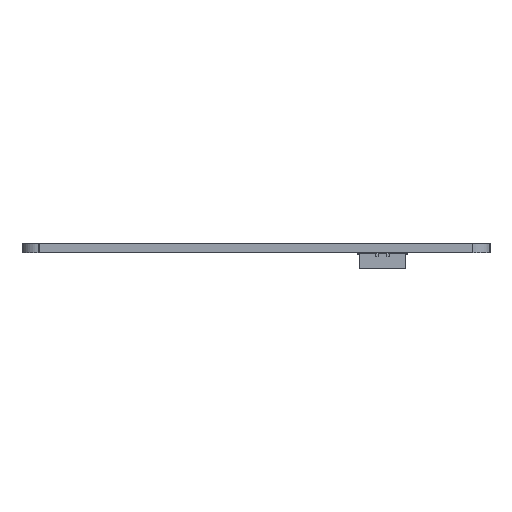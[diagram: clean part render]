
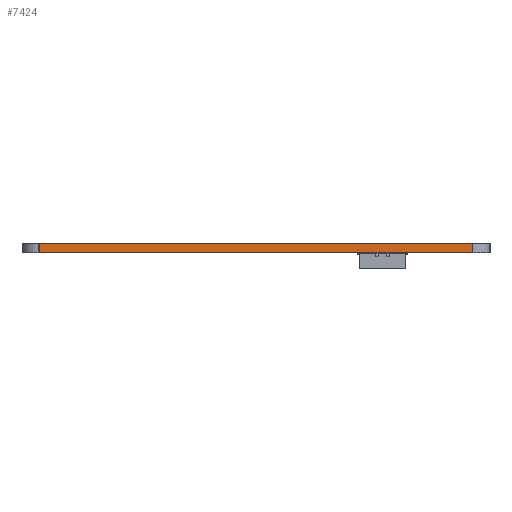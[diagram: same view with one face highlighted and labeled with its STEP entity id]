
A CAD part, left-side view. The second image highlights one B-rep face of the part: STEP entity #7424.
In plain terms, the highlighted planar face has unit normal (-1, 0, 0).
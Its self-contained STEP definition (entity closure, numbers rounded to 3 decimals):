
#5022 = VERTEX_POINT('',#5023);
#5023 = CARTESIAN_POINT('',(48.372,-51.336,0.));
#5029 = EDGE_CURVE('',#5030,#5022,#5032,.T.);
#5030 = VERTEX_POINT('',#5031);
#5031 = CARTESIAN_POINT('',(48.372,-126.836,0.));
#5032 = LINE('',#5033,#5034);
#5033 = CARTESIAN_POINT('',(48.372,-126.836,0.));
#5034 = VECTOR('',#5035,1.);
#5035 = DIRECTION('',(0.,1.,0.));
#6184 = VERTEX_POINT('',#6185);
#6185 = CARTESIAN_POINT('',(48.372,-51.336,1.6));
#6191 = EDGE_CURVE('',#6192,#6184,#6194,.T.);
#6192 = VERTEX_POINT('',#6193);
#6193 = CARTESIAN_POINT('',(48.372,-126.836,1.6));
#6194 = LINE('',#6195,#6196);
#6195 = CARTESIAN_POINT('',(48.372,-126.836,1.6));
#6196 = VECTOR('',#6197,1.);
#6197 = DIRECTION('',(0.,1.,0.));
#7394 = EDGE_CURVE('',#5022,#6184,#7395,.T.);
#7395 = LINE('',#7396,#7397);
#7396 = CARTESIAN_POINT('',(48.372,-51.336,0.));
#7397 = VECTOR('',#7398,1.);
#7398 = DIRECTION('',(0.,0.,1.));
#7424 = ADVANCED_FACE('',(#7425),#7436,.T.);
#7425 = FACE_BOUND('',#7426,.T.);
#7426 = EDGE_LOOP('',(#7427,#7433,#7434,#7435));
#7427 = ORIENTED_EDGE('',*,*,#7428,.T.);
#7428 = EDGE_CURVE('',#5030,#6192,#7429,.T.);
#7429 = LINE('',#7430,#7431);
#7430 = CARTESIAN_POINT('',(48.372,-126.836,0.));
#7431 = VECTOR('',#7432,1.);
#7432 = DIRECTION('',(0.,0.,1.));
#7433 = ORIENTED_EDGE('',*,*,#6191,.T.);
#7434 = ORIENTED_EDGE('',*,*,#7394,.F.);
#7435 = ORIENTED_EDGE('',*,*,#5029,.F.);
#7436 = PLANE('',#7437);
#7437 = AXIS2_PLACEMENT_3D('',#7438,#7439,#7440);
#7438 = CARTESIAN_POINT('',(48.372,-126.836,0.));
#7439 = DIRECTION('',(-1.,0.,0.));
#7440 = DIRECTION('',(0.,1.,0.));
